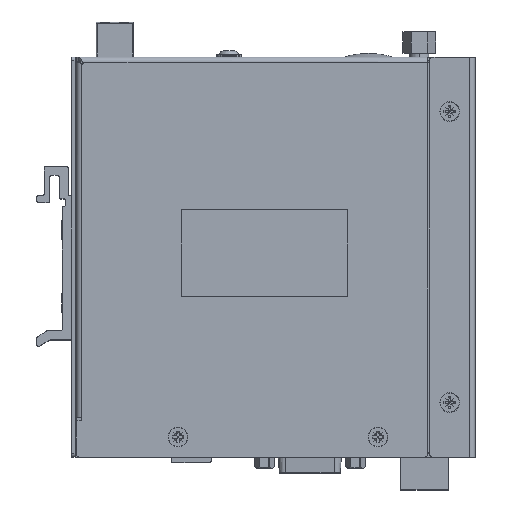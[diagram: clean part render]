
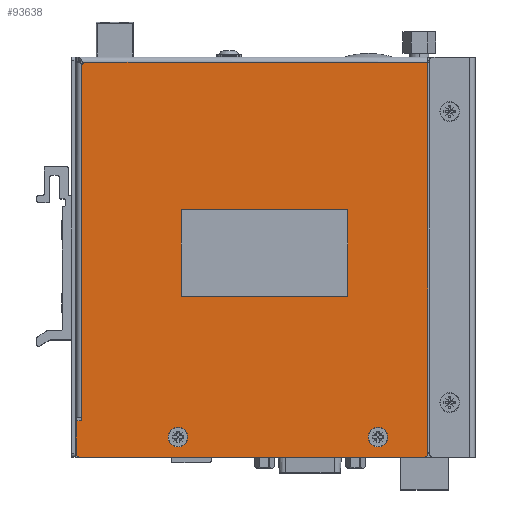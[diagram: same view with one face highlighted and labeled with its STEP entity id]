
A CAD part, top view. The second image highlights one B-rep face of the part: STEP entity #93638.
In plain terms, the highlighted planar face has unit normal (0, 0, 1).
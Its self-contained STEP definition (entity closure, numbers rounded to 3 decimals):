
#91781=DIRECTION('',(0.,-1.,0.));
#91782=VECTOR('',#91781,107.2);
#91783=CARTESIAN_POINT('',(96.5,106.5,-517.884));
#91784=LINE('',#91783,#91782);
#91785=CARTESIAN_POINT('',(95.5,-1.,-517.884));
#91786=DIRECTION('',(0.,0.,-1.));
#91787=DIRECTION('',(1.,0.,0.));
#91788=AXIS2_PLACEMENT_3D('',#91785,#91786,#91787);
#91790=CARTESIAN_POINT('',(0.8,-1.,
-517.884));
#91791=DIRECTION('',(0.,0.,-1.));
#91792=DIRECTION('',(0.,-1.,0.));
#91793=AXIS2_PLACEMENT_3D('',#91790,#91791,#91792);
#91795=CARTESIAN_POINT('',(0.3,7.5,
-517.884));
#91796=DIRECTION('',(0.,0.,-1.));
#91797=DIRECTION('',(-1.,0.,0.));
#91798=AXIS2_PLACEMENT_3D('',#91795,#91796,#91797);
#91800=DIRECTION('',(1.,0.,0.));
#91801=VECTOR('',#91800,0.5);
#91802=CARTESIAN_POINT('',(0.3,8.,
-517.884));
#91803=LINE('',#91802,#91801);
#91804=CARTESIAN_POINT('',(0.8,8.5,
-517.884));
#91805=DIRECTION('',(0.,0.,1.));
#91806=DIRECTION('',(0.,-1.,0.));
#91807=AXIS2_PLACEMENT_3D('',#91804,#91805,#91806);
#91809=CARTESIAN_POINT('',(1.477,106.323,
-517.884));
#91810=DIRECTION('',(0.,0.,1.));
#91811=DIRECTION('',(-0.707,-0.707,0.));
#91812=AXIS2_PLACEMENT_3D('',#91809,#91810,#91811);
#91814=CARTESIAN_POINT('',(27.8,3.5,-517.884));
#91815=DIRECTION('',(0.,0.,1.));
#91816=DIRECTION('',(-1.,0.,0.));
#91817=AXIS2_PLACEMENT_3D('',#91814,#91815,#91816);
#91819=CARTESIAN_POINT('',(27.8,3.5,-517.884));
#91820=DIRECTION('',(0.,0.,1.));
#91821=DIRECTION('',(0.,-1.,0.));
#91822=AXIS2_PLACEMENT_3D('',#91819,#91820,#91821);
#91824=CARTESIAN_POINT('',(27.8,3.5,-517.884));
#91825=DIRECTION('',(0.,0.,1.));
#91826=DIRECTION('',(1.,0.,0.));
#91827=AXIS2_PLACEMENT_3D('',#91824,#91825,#91826);
#91829=CARTESIAN_POINT('',(27.8,3.5,-517.884));
#91830=DIRECTION('',(0.,0.,1.));
#91831=DIRECTION('',(0.,1.,0.));
#91832=AXIS2_PLACEMENT_3D('',#91829,#91830,#91831);
#91834=CARTESIAN_POINT('',(82.8,3.5,-517.884));
#91835=DIRECTION('',(0.,0.,1.));
#91836=DIRECTION('',(-1.,0.,0.));
#91837=AXIS2_PLACEMENT_3D('',#91834,#91835,#91836);
#91839=CARTESIAN_POINT('',(82.8,3.5,-517.884));
#91840=DIRECTION('',(0.,0.,1.));
#91841=DIRECTION('',(0.,-1.,0.));
#91842=AXIS2_PLACEMENT_3D('',#91839,#91840,#91841);
#91844=CARTESIAN_POINT('',(82.8,3.5,-517.884));
#91845=DIRECTION('',(0.,0.,1.));
#91846=DIRECTION('',(1.,0.,0.));
#91847=AXIS2_PLACEMENT_3D('',#91844,#91845,#91846);
#91849=CARTESIAN_POINT('',(82.8,3.5,-517.884));
#91850=DIRECTION('',(0.,0.,1.));
#91851=DIRECTION('',(0.,1.,0.));
#91852=AXIS2_PLACEMENT_3D('',#91849,#91850,#91851);
#91854=DIRECTION('',(0.,-1.,0.));
#91855=VECTOR('',#91854,23.8);
#91856=CARTESIAN_POINT('',(28.7,66.,-517.884));
#91857=LINE('',#91856,#91855);
#91858=DIRECTION('',(1.,0.,0.));
#91859=VECTOR('',#91858,45.8);
#91860=CARTESIAN_POINT('',(28.7,42.2,-517.884));
#91861=LINE('',#91860,#91859);
#91862=DIRECTION('',(0.,1.,0.));
#91863=VECTOR('',#91862,23.8);
#91864=CARTESIAN_POINT('',(74.5,42.2,-517.884));
#91865=LINE('',#91864,#91863);
#91866=DIRECTION('',(-1.,0.,0.));
#91867=VECTOR('',#91866,45.8);
#91868=CARTESIAN_POINT('',(74.5,66.,-517.884));
#91869=LINE('',#91868,#91867);
#91870=DIRECTION('',(0.,1.,0.));
#91871=VECTOR('',#91870,0.3);
#91872=CARTESIAN_POINT('',(96.5,-1.,-517.884));
#91873=LINE('',#91872,#91871);
#91882=DIRECTION('',(1.,0.,0.));
#91883=VECTOR('',#91882,94.7);
#91884=CARTESIAN_POINT('',(0.8,-2.,
-517.884));
#91885=LINE('',#91884,#91883);
#91894=DIRECTION('',(0.,-1.,0.));
#91895=VECTOR('',#91894,8.5);
#91896=CARTESIAN_POINT('',(-0.2,7.5,
-517.884));
#91897=LINE('',#91896,#91895);
#91929=DIRECTION('',(0.,-1.,0.));
#91930=VECTOR('',#91929,97.646);
#91931=CARTESIAN_POINT('',(1.3,106.146,
-517.884));
#91932=LINE('',#91931,#91930);
#92287=DIRECTION('',(-1.,0.,0.));
#92288=VECTOR('',#92287,94.846);
#92289=CARTESIAN_POINT('',(96.5,106.5,-517.884));
#92290=LINE('',#92289,#92288);
#93134=CARTESIAN_POINT('',(96.5,-0.7,-517.884));
#93136=VERTEX_POINT('',#93134);
#93138=CARTESIAN_POINT('',(96.5,106.5,-517.884));
#93139=VERTEX_POINT('',#93138);
#93142=CARTESIAN_POINT('',(96.5,-1.,-517.884));
#93143=VERTEX_POINT('',#93142);
#93144=CARTESIAN_POINT('',(95.5,-2.,-517.884));
#93145=VERTEX_POINT('',#93144);
#93146=CARTESIAN_POINT('',(0.8,-2.,
-517.884));
#93147=VERTEX_POINT('',#93146);
#93148=CARTESIAN_POINT('',(-0.2,-1.,
-517.884));
#93149=VERTEX_POINT('',#93148);
#93150=CARTESIAN_POINT('',(-0.2,7.5,
-517.884));
#93151=VERTEX_POINT('',#93150);
#93152=CARTESIAN_POINT('',(0.3,8.,
-517.884));
#93153=VERTEX_POINT('',#93152);
#93154=CARTESIAN_POINT('',(0.8,8.,
-517.884));
#93155=VERTEX_POINT('',#93154);
#93156=CARTESIAN_POINT('',(1.3,8.5,-517.884));
#93157=VERTEX_POINT('',#93156);
#93158=CARTESIAN_POINT('',(1.3,106.146,
-517.884));
#93159=VERTEX_POINT('',#93158);
#93160=CARTESIAN_POINT('',(1.654,106.5,-517.884));
#93161=VERTEX_POINT('',#93160);
#93162=CARTESIAN_POINT('',(25.1,3.5,-517.884));
#93163=CARTESIAN_POINT('',(27.8,0.8,-517.884));
#93164=VERTEX_POINT('',#93162);
#93165=VERTEX_POINT('',#93163);
#93166=CARTESIAN_POINT('',(30.5,3.5,-517.884));
#93167=VERTEX_POINT('',#93166);
#93168=CARTESIAN_POINT('',(27.8,6.2,-517.884));
#93169=VERTEX_POINT('',#93168);
#93170=CARTESIAN_POINT('',(80.1,3.5,-517.884));
#93171=CARTESIAN_POINT('',(82.8,0.8,-517.884));
#93172=VERTEX_POINT('',#93170);
#93173=VERTEX_POINT('',#93171);
#93174=CARTESIAN_POINT('',(85.5,3.5,-517.884));
#93175=VERTEX_POINT('',#93174);
#93176=CARTESIAN_POINT('',(82.8,6.2,-517.884));
#93177=VERTEX_POINT('',#93176);
#93178=CARTESIAN_POINT('',(28.7,66.,-517.884));
#93179=CARTESIAN_POINT('',(28.7,42.2,-517.884));
#93180=VERTEX_POINT('',#93178);
#93181=VERTEX_POINT('',#93179);
#93182=CARTESIAN_POINT('',(74.5,42.2,-517.884));
#93183=VERTEX_POINT('',#93182);
#93184=CARTESIAN_POINT('',(74.5,66.,-517.884));
#93185=VERTEX_POINT('',#93184);
#93578=CARTESIAN_POINT('',(-0.5,-2.,
-517.884));
#93579=DIRECTION('',(0.,0.,1.));
#93580=DIRECTION('',(-1.,0.,0.));
#93581=AXIS2_PLACEMENT_3D('',#93578,#93579,#93580);
#93582=PLANE('',#93581);
#93583=ORIENTED_EDGE('',*,*,#93568,.T.);
#93585=ORIENTED_EDGE('',*,*,#93584,.F.);
#93587=ORIENTED_EDGE('',*,*,#93586,.T.);
#93589=ORIENTED_EDGE('',*,*,#93588,.F.);
#93591=ORIENTED_EDGE('',*,*,#93590,.T.);
#93593=ORIENTED_EDGE('',*,*,#93592,.F.);
#93595=ORIENTED_EDGE('',*,*,#93594,.T.);
#93597=ORIENTED_EDGE('',*,*,#93596,.T.);
#93599=ORIENTED_EDGE('',*,*,#93598,.T.);
#93601=ORIENTED_EDGE('',*,*,#93600,.F.);
#93603=ORIENTED_EDGE('',*,*,#93602,.T.);
#93605=ORIENTED_EDGE('',*,*,#93604,.F.);
#93606=EDGE_LOOP('',(#93583,#93585,#93587,#93589,#93591,#93593,#93595,#93597,
#93599,#93601,#93603,#93605));
#93607=FACE_OUTER_BOUND('',#93606,.F.);
#93609=ORIENTED_EDGE('',*,*,#93608,.T.);
#93611=ORIENTED_EDGE('',*,*,#93610,.T.);
#93613=ORIENTED_EDGE('',*,*,#93612,.T.);
#93615=ORIENTED_EDGE('',*,*,#93614,.T.);
#93616=EDGE_LOOP('',(#93609,#93611,#93613,#93615));
#93617=FACE_BOUND('',#93616,.F.);
#93619=ORIENTED_EDGE('',*,*,#93618,.T.);
#93621=ORIENTED_EDGE('',*,*,#93620,.T.);
#93623=ORIENTED_EDGE('',*,*,#93622,.T.);
#93625=ORIENTED_EDGE('',*,*,#93624,.T.);
#93626=EDGE_LOOP('',(#93619,#93621,#93623,#93625));
#93627=FACE_BOUND('',#93626,.F.);
#93629=ORIENTED_EDGE('',*,*,#93628,.T.);
#93631=ORIENTED_EDGE('',*,*,#93630,.T.);
#93633=ORIENTED_EDGE('',*,*,#93632,.T.);
#93635=ORIENTED_EDGE('',*,*,#93634,.T.);
#93636=EDGE_LOOP('',(#93629,#93631,#93633,#93635));
#93637=FACE_BOUND('',#93636,.F.);
#93638=ADVANCED_FACE('',(#93607,#93617,#93627,#93637),#93582,.T.);
#91789=CIRCLE('',#91788,1.);
#91794=CIRCLE('',#91793,1.);
#91799=CIRCLE('',#91798,0.5);
#91808=CIRCLE('',#91807,0.5);
#91813=CIRCLE('',#91812,0.25);
#91818=CIRCLE('',#91817,2.7);
#91823=CIRCLE('',#91822,2.7);
#91828=CIRCLE('',#91827,2.7);
#91833=CIRCLE('',#91832,2.7);
#91838=CIRCLE('',#91837,2.7);
#91843=CIRCLE('',#91842,2.7);
#91848=CIRCLE('',#91847,2.7);
#91853=CIRCLE('',#91852,2.7);
#93568=EDGE_CURVE('',#93139,#93136,#91784,.T.);
#93584=EDGE_CURVE('',#93143,#93136,#91873,.T.);
#93586=EDGE_CURVE('',#93143,#93145,#91789,.T.);
#93588=EDGE_CURVE('',#93147,#93145,#91885,.T.);
#93590=EDGE_CURVE('',#93147,#93149,#91794,.T.);
#93592=EDGE_CURVE('',#93151,#93149,#91897,.T.);
#93594=EDGE_CURVE('',#93151,#93153,#91799,.T.);
#93596=EDGE_CURVE('',#93153,#93155,#91803,.T.);
#93598=EDGE_CURVE('',#93155,#93157,#91808,.T.);
#93600=EDGE_CURVE('',#93159,#93157,#91932,.T.);
#93602=EDGE_CURVE('',#93159,#93161,#91813,.T.);
#93604=EDGE_CURVE('',#93139,#93161,#92290,.T.);
#93608=EDGE_CURVE('',#93164,#93165,#91818,.T.);
#93610=EDGE_CURVE('',#93165,#93167,#91823,.T.);
#93612=EDGE_CURVE('',#93167,#93169,#91828,.T.);
#93614=EDGE_CURVE('',#93169,#93164,#91833,.T.);
#93618=EDGE_CURVE('',#93172,#93173,#91838,.T.);
#93620=EDGE_CURVE('',#93173,#93175,#91843,.T.);
#93622=EDGE_CURVE('',#93175,#93177,#91848,.T.);
#93624=EDGE_CURVE('',#93177,#93172,#91853,.T.);
#93628=EDGE_CURVE('',#93180,#93181,#91857,.T.);
#93630=EDGE_CURVE('',#93181,#93183,#91861,.T.);
#93632=EDGE_CURVE('',#93183,#93185,#91865,.T.);
#93634=EDGE_CURVE('',#93185,#93180,#91869,.T.);
